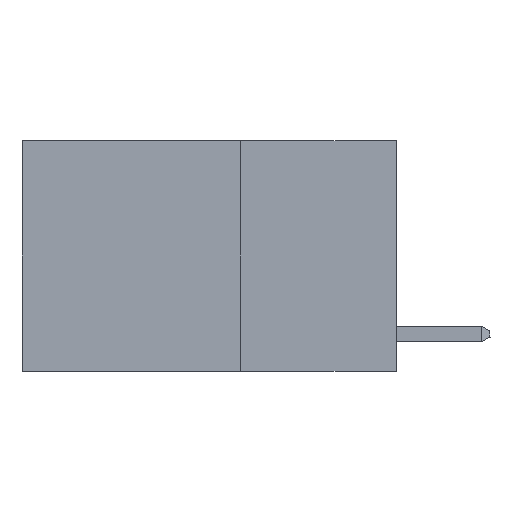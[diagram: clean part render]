
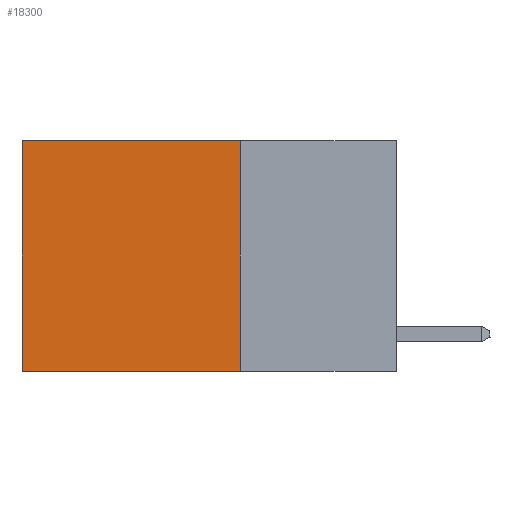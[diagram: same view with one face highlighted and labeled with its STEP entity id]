
A CAD part, left-side view. The second image highlights one B-rep face of the part: STEP entity #18300.
In plain terms, the highlighted planar face has unit normal (-1, 0, 0).
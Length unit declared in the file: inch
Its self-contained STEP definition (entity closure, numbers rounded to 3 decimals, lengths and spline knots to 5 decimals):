
#148 = VERTEX_POINT ( 'NONE', #1317 ) ;
#1317 = CARTESIAN_POINT ( 'NONE',  ( 0.2625, 0.25, -0.37 ) ) ;
#1421 = VECTOR ( 'NONE', #16075, 39.37008 ) ;
#1479 = CARTESIAN_POINT ( 'NONE',  ( 0.2625, 0.6, 0. ) ) ;
#2035 = VECTOR ( 'NONE', #10057, 39.37008 ) ;
#2116 = CARTESIAN_POINT ( 'NONE',  ( 0.2625, 0.25, 0. ) ) ;
#2289 = VERTEX_POINT ( 'NONE', #2116 ) ;
#3108 = DIRECTION ( 'NONE',  ( 0., 0., -1. ) ) ;
#3471 = LINE ( 'NONE', #15964, #10829 ) ;
#3700 = CARTESIAN_POINT ( 'NONE',  ( 0.2625, 0.25, 0. ) ) ;
#4707 = VERTEX_POINT ( 'NONE', #18925 ) ;
#5382 = CARTESIAN_POINT ( 'NONE',  ( 0.2625, 0.25, 0. ) ) ;
#6457 = EDGE_CURVE ( 'NONE', #4707, #9282, #16612, .T. ) ;
#6608 = DIRECTION ( 'NONE',  ( 0., 1., 0. ) ) ;
#7074 = ORIENTED_EDGE ( 'NONE', *, *, #14947, .F. ) ;
#7121 = AXIS2_PLACEMENT_3D ( 'NONE', #5382, #19320, #10093 ) ;
#8278 = ORIENTED_EDGE ( 'NONE', *, *, #14392, .T. ) ;
#8497 = CARTESIAN_POINT ( 'NONE',  ( 0.2625, 0.25, 0. ) ) ;
#8510 = FACE_OUTER_BOUND ( 'NONE', #9962, .T. ) ;
#8538 = PLANE ( 'NONE',  #7121 ) ;
#9282 = VERTEX_POINT ( 'NONE', #11378 ) ;
#9962 = EDGE_LOOP ( 'NONE', ( #12310, #7074, #16415, #8278 ) ) ;
#10057 = DIRECTION ( 'NONE',  ( 0., 1., 0. ) ) ;
#10093 = DIRECTION ( 'NONE',  ( 0., 0., -1. ) ) ;
#10533 = EDGE_CURVE ( 'NONE', #2289, #148, #18038, .T. ) ;
#10829 = VECTOR ( 'NONE', #6608, 39.37008 ) ;
#10920 = LINE ( 'NONE', #8497, #2035 ) ;
#11378 = CARTESIAN_POINT ( 'NONE',  ( 0.2625, 0.6, -0.37 ) ) ;
#12032 = VECTOR ( 'NONE', #3108, 39.37008 ) ;
#12310 = ORIENTED_EDGE ( 'NONE', *, *, #6457, .T. ) ;
#14392 = EDGE_CURVE ( 'NONE', #2289, #4707, #10920, .T. ) ;
#14947 = EDGE_CURVE ( 'NONE', #148, #9282, #3471, .T. ) ;
#15964 = CARTESIAN_POINT ( 'NONE',  ( 0.2625, 0.25, -0.37 ) ) ;
#16075 = DIRECTION ( 'NONE',  ( 0., 0., -1. ) ) ;
#16415 = ORIENTED_EDGE ( 'NONE', *, *, #10533, .F. ) ;
#16612 = LINE ( 'NONE', #1479, #12032 ) ;
#18038 = LINE ( 'NONE', #3700, #1421 ) ;
#18300 = ADVANCED_FACE ( 'NONE', ( #8510 ), #8538, .F. ) ;
#18925 = CARTESIAN_POINT ( 'NONE',  ( 0.2625, 0.6, 0. ) ) ;
#19320 = DIRECTION ( 'NONE',  ( 1., 0., 0. ) ) ;
